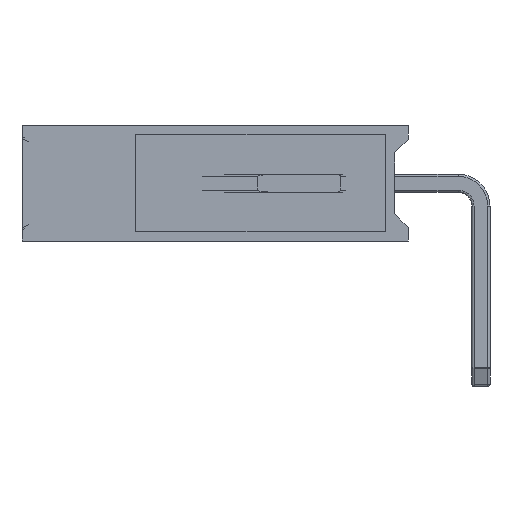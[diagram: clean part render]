
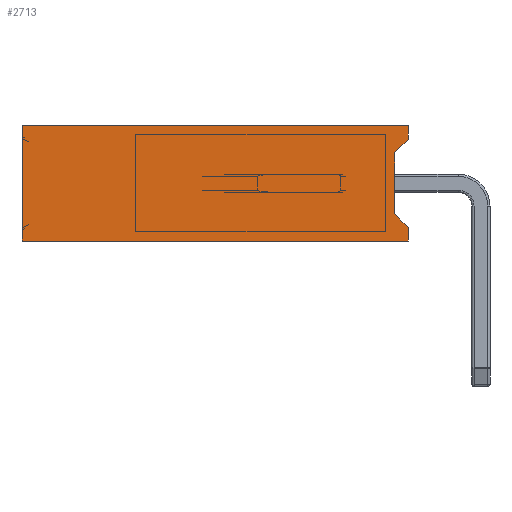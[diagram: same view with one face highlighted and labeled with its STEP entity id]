
A CAD part, left-side view. The second image highlights one B-rep face of the part: STEP entity #2713.
In plain terms, the highlighted planar face has unit normal (-1, 0, 0).
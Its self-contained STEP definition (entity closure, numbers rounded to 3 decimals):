
#206=PLANE('',#2951);
#281=FACE_OUTER_BOUND('',#444,.T.);
#444=EDGE_LOOP('',(#1813,#1814,#1815,#1816,#1817,#1818,#1819,#1820));
#611=LINE('',#4271,#809);
#615=LINE('',#4279,#813);
#621=LINE('',#4294,#819);
#632=LINE('',#4314,#830);
#633=LINE('',#4317,#831);
#636=LINE('',#4323,#834);
#637=LINE('',#4325,#835);
#638=LINE('',#4326,#836);
#809=VECTOR('',#3359,10.);
#813=VECTOR('',#3365,10.);
#819=VECTOR('',#3377,10.);
#830=VECTOR('',#3394,10.);
#831=VECTOR('',#3397,10.);
#834=VECTOR('',#3402,10.);
#835=VECTOR('',#3403,10.);
#836=VECTOR('',#3404,10.);
#1163=VERTEX_POINT('',#4269);
#1164=VERTEX_POINT('',#4270);
#1167=VERTEX_POINT('',#4278);
#1173=VERTEX_POINT('',#4293);
#1179=VERTEX_POINT('',#4312);
#1180=VERTEX_POINT('',#4316);
#1182=VERTEX_POINT('',#4322);
#1183=VERTEX_POINT('',#4324);
#1387=EDGE_CURVE('',#1163,#1164,#611,.T.);
#1391=EDGE_CURVE('',#1167,#1164,#615,.T.);
#1399=EDGE_CURVE('',#1167,#1173,#621,.T.);
#1410=EDGE_CURVE('',#1163,#1179,#632,.T.);
#1411=EDGE_CURVE('',#1180,#1173,#633,.T.);
#1414=EDGE_CURVE('',#1179,#1182,#636,.T.);
#1415=EDGE_CURVE('',#1183,#1182,#637,.T.);
#1416=EDGE_CURVE('',#1180,#1183,#638,.T.);
#1813=ORIENTED_EDGE('',*,*,#1391,.T.);
#1814=ORIENTED_EDGE('',*,*,#1387,.F.);
#1815=ORIENTED_EDGE('',*,*,#1410,.T.);
#1816=ORIENTED_EDGE('',*,*,#1414,.T.);
#1817=ORIENTED_EDGE('',*,*,#1415,.F.);
#1818=ORIENTED_EDGE('',*,*,#1416,.F.);
#1819=ORIENTED_EDGE('',*,*,#1411,.T.);
#1820=ORIENTED_EDGE('',*,*,#1399,.F.);
#2713=ADVANCED_FACE('',(#281),#206,.T.);
#2951=AXIS2_PLACEMENT_3D('',#4321,#3400,#3401);
#3359=DIRECTION('',(0.,0.707,-0.707));
#3365=DIRECTION('',(0.,0.,1.));
#3377=DIRECTION('',(0.,-0.707,-0.707));
#3394=DIRECTION('',(0.,0.,1.));
#3397=DIRECTION('',(0.,0.,1.));
#3400=DIRECTION('center_axis',(-1.,0.,0.));
#3401=DIRECTION('ref_axis',(0.,0.,
1.));
#3402=DIRECTION('',(0.,1.,0.));
#3403=DIRECTION('',(0.,0.,1.));
#3404=DIRECTION('',(0.,1.,0.));
#4269=CARTESIAN_POINT('',(-1.27,1.6,2.24));
#4270=CARTESIAN_POINT('',(-1.27,1.9,1.94));
#4271=CARTESIAN_POINT('',(-1.27,2.235,1.605));
#4278=CARTESIAN_POINT('',(-1.27,1.9,0.6));
#4279=CARTESIAN_POINT('',(-1.27,1.9,0.635));
#4293=CARTESIAN_POINT('',(-1.27,1.6,0.3));
#4294=CARTESIAN_POINT('',(-1.27,1.6,0.3));
#4312=CARTESIAN_POINT('',(-1.27,1.6,2.54));
#4314=CARTESIAN_POINT('',(-1.27,1.6,0.));
#4316=CARTESIAN_POINT('',(-1.27,1.6,0.));
#4317=CARTESIAN_POINT('',(-1.27,1.6,0.));
#4321=CARTESIAN_POINT('Origin',(-1.27,1.6,0.));
#4322=CARTESIAN_POINT('',(-1.27,10.1,2.54));
#4323=CARTESIAN_POINT('',(-1.27,1.6,2.54));
#4324=CARTESIAN_POINT('',(-1.27,10.1,0.));
#4325=CARTESIAN_POINT('',(-1.27,10.1,0.));
#4326=CARTESIAN_POINT('',(-1.27,1.6,0.));
